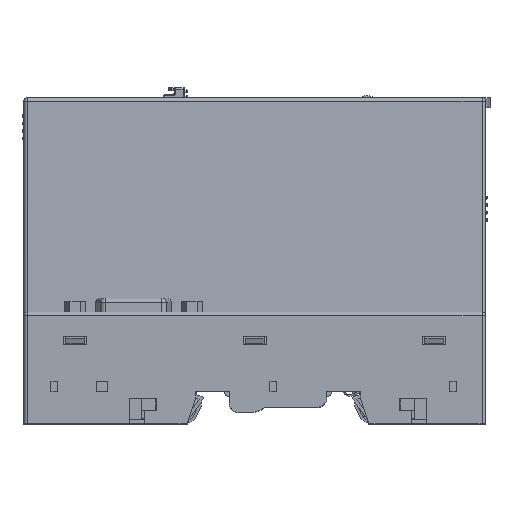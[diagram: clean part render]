
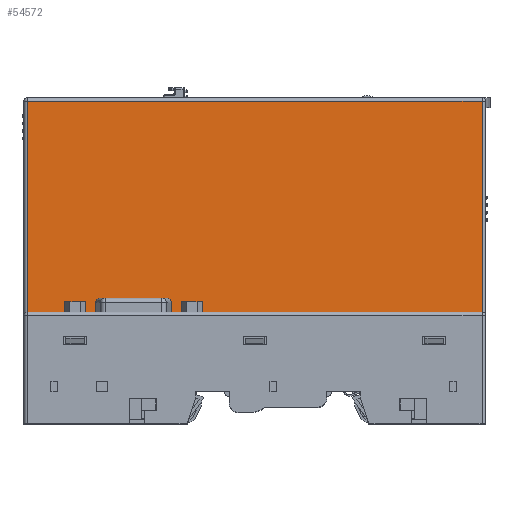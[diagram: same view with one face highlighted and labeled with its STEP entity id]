
A CAD part, top view. The second image highlights one B-rep face of the part: STEP entity #54572.
In plain terms, the highlighted planar face has unit normal (0, 0.018, 1).
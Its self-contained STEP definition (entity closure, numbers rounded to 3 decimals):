
#12247=DIRECTION('',(0.,-1.,0.017));
#12248=VECTOR('',#12247,45.27);
#12249=CARTESIAN_POINT('',(48.75,69.263,29.175));
#12250=LINE('',#12249,#12248);
#12251=DIRECTION('',(-1.,0.,0.));
#12252=VECTOR('',#12251,97.5);
#12253=CARTESIAN_POINT('',(48.75,24.,29.965));
#12254=LINE('',#12253,#12252);
#12255=DIRECTION('',(0.,1.,-0.017));
#12256=VECTOR('',#12255,45.27);
#12257=CARTESIAN_POINT('',(-48.75,24.,29.965));
#12258=LINE('',#12257,#12256);
#12259=DIRECTION('',(1.,0.,0.));
#12260=VECTOR('',#12259,97.5);
#12261=CARTESIAN_POINT('',(-48.75,69.263,29.175));
#12262=LINE('',#12261,#12260);
#33453=CARTESIAN_POINT('',(48.75,24.,29.965));
#33455=VERTEX_POINT('',#33453);
#33456=CARTESIAN_POINT('',(48.75,69.263,29.175));
#33457=VERTEX_POINT('',#33456);
#33462=CARTESIAN_POINT('',(-48.75,69.263,29.175));
#33463=VERTEX_POINT('',#33462);
#33464=CARTESIAN_POINT('',(-48.75,24.,29.965));
#33465=VERTEX_POINT('',#33464);
#54559=CARTESIAN_POINT('',(-51.102,22.,30.));
#54560=DIRECTION('',(0.,-0.017,-1.));
#54561=DIRECTION('',(-1.,0.,0.));
#54562=AXIS2_PLACEMENT_3D('',#54559,#54560,#54561);
#54563=PLANE('',#54562);
#54564=ORIENTED_EDGE('',*,*,#54550,.T.);
#54565=ORIENTED_EDGE('',*,*,#54423,.T.);
#54567=ORIENTED_EDGE('',*,*,#54566,.T.);
#54569=ORIENTED_EDGE('',*,*,#54568,.T.);
#54570=EDGE_LOOP('',(#54564,#54565,#54567,#54569));
#54571=FACE_OUTER_BOUND('',#54570,.F.);
#54572=ADVANCED_FACE('',(#54571),#54563,.F.);
#54423=EDGE_CURVE('',#33455,#33465,#12254,.T.);
#54550=EDGE_CURVE('',#33457,#33455,#12250,.T.);
#54566=EDGE_CURVE('',#33465,#33463,#12258,.T.);
#54568=EDGE_CURVE('',#33463,#33457,#12262,.T.);
